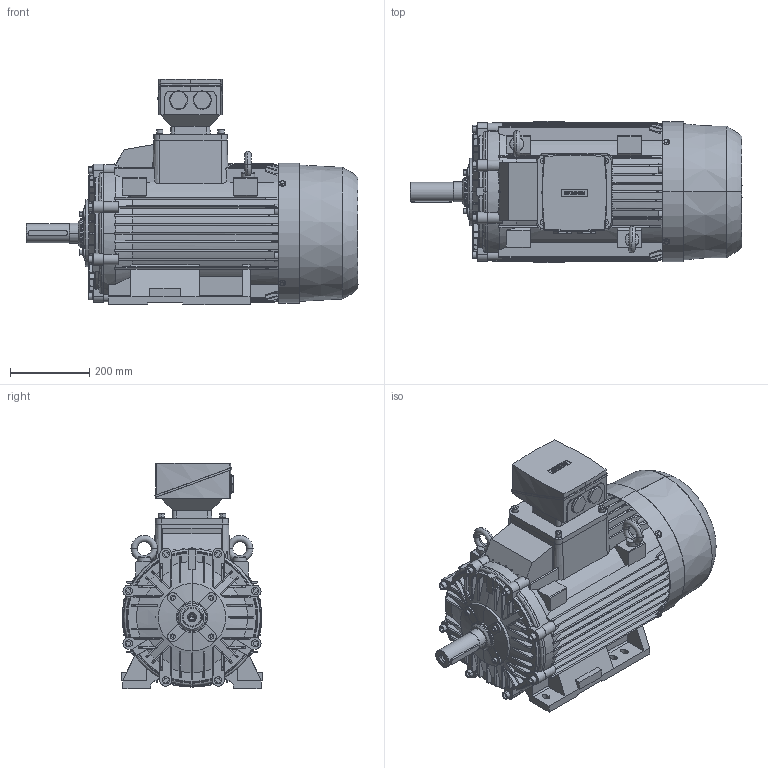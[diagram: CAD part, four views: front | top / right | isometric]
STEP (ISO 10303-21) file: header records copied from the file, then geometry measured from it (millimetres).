
FILE_DESCRIPTION(('STEP AP214'),'1');
FILE_NAME('cctmp_4EA90D47-7339-4981-8B34-2D026386BBE6_2023_06_27_10_52_00_0647..stp','2023-06-27T08:52:02',('SIEMENS A&D'),('CADClick - www.CADClick.com'),'Spatial InterOp 3D',' ','unknown authorization');
FILE_SCHEMA(('AUTOMOTIVE_DESIGN'));
Length unit declared in the file: millimetre
Products named in the file (34): cc_unnamed; 2023_06_27_10_52_00_0584; 2023_06_27_10_52_00_0553; 2023_06_27_10_52_00_0522; 2023_06_27_10_52_00_0491; 2023_06_27_10_52_00_0459; 2023_06_27_10_52_00_0428; 2023_06_27_10_52_00_0397; 2023_06_27_10_52_00_0366; 2023_06_27_10_52_00_0334; 2023_06_27_10_52_00_0303; 2023_06_27_10_52_00_0272; 2023_06_27_10_52_00_0241; 2023_06_27_10_52_00_0209; 2023_06_27_10_52_00_0178; 2023_06_27_10_52_00_0155; 2023_06_27_10_52_00_0138; 2023_06_27_10_52_00_0107; 2023_06_27_10_52_00_0076; 2023_06_27_10_52_00_0044; 2023_06_27_10_52_00_0013; 2023_06_27_10_51_59_0982; 2023_06_27_10_51_59_0951; 2023_06_27_10_51_59_0919; 2023_06_27_10_51_59_0888; 2023_06_27_10_51_59_0857; 2023_06_27_10_51_59_0826; 2023_06_27_10_51_59_0794; 2023_06_27_10_51_59_0763; 2023_06_27_10_51_59_0732; 2023_06_27_10_51_59_0701; 2023_06_27_10_51_59_0669; 2023_06_27_10_51_59_0638; 2023_06_27_10_51_59_0607
Assembly tree (33 placements, depth 2):
  cc_unnamed
    2023_06_27_10_52_00_0584
    2023_06_27_10_52_00_0553
    2023_06_27_10_52_00_0522
    2023_06_27_10_52_00_0491
    2023_06_27_10_52_00_0459
    2023_06_27_10_52_00_0428
    2023_06_27_10_52_00_0397
    2023_06_27_10_52_00_0366
    2023_06_27_10_52_00_0334
    2023_06_27_10_52_00_0303
    2023_06_27_10_52_00_0272
    2023_06_27_10_52_00_0241
    2023_06_27_10_52_00_0209
    2023_06_27_10_52_00_0178
    2023_06_27_10_52_00_0155
    2023_06_27_10_52_00_0138
    2023_06_27_10_52_00_0107
    2023_06_27_10_52_00_0076
    2023_06_27_10_52_00_0044
    2023_06_27_10_52_00_0013
    2023_06_27_10_51_59_0982
    2023_06_27_10_51_59_0951
    2023_06_27_10_51_59_0919
    2023_06_27_10_51_59_0888
    2023_06_27_10_51_59_0857
    2023_06_27_10_51_59_0826
    2023_06_27_10_51_59_0794
    2023_06_27_10_51_59_0763
    2023_06_27_10_51_59_0732
    2023_06_27_10_51_59_0701
    2023_06_27_10_51_59_0669
    2023_06_27_10_51_59_0638
    2023_06_27_10_51_59_0607
Bounding box: 838 x 357 x 568 mm (x, y, z)
Volume: 53682225 mm3; surface area: 2505361.7 mm2
Topology: 33 solids, 33 shells, 2462 faces, 6995 edges, 4624 vertices
Faces by surface type: cylinder 1281, plane 866, cone 194, torus 121
Entity records: 112869 total; most frequent: CARTESIAN_POINT 26458, DIRECTION 14079, ORIENTED_EDGE 13986, EDGE_CURVE 6993, AXIS2_PLACEMENT_3D 5468, VERTEX_POINT 4624, LINE 3143, VECTOR 3143
